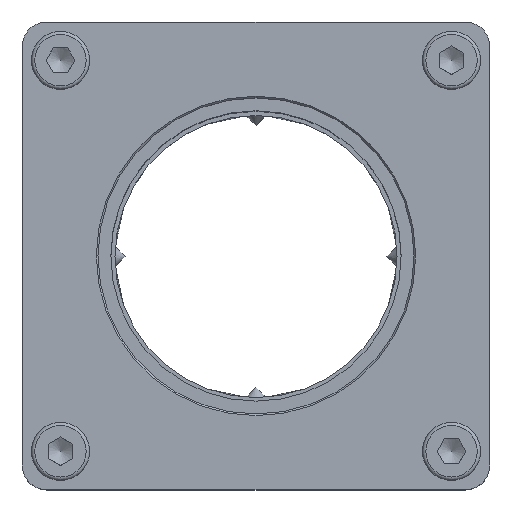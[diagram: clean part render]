
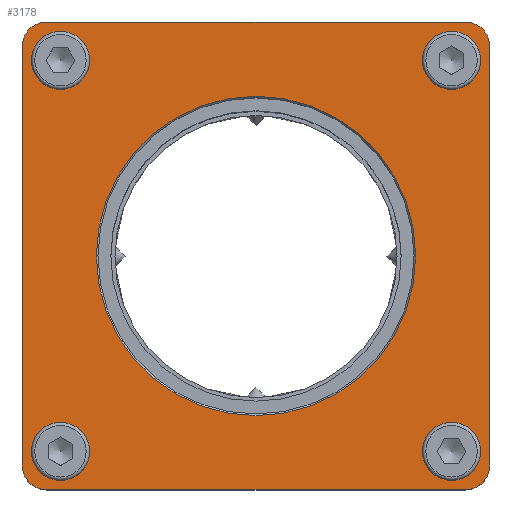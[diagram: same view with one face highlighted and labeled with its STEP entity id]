
A CAD part, top view. The second image highlights one B-rep face of the part: STEP entity #3178.
In plain terms, the highlighted planar face has unit normal (0, 0, 1).
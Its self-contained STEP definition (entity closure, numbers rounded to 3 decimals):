
#62=FACE_BOUND('',#920,.T.);
#63=FACE_BOUND('',#921,.T.);
#64=FACE_BOUND('',#922,.T.);
#65=FACE_BOUND('',#923,.T.);
#66=FACE_BOUND('',#924,.T.);
#327=LINE('',#5450,#525);
#328=LINE('',#5454,#526);
#329=LINE('',#5458,#527);
#330=LINE('',#5462,#528);
#525=VECTOR('',#4221,10.);
#526=VECTOR('',#4224,10.);
#527=VECTOR('',#4227,10.);
#528=VECTOR('',#4230,10.);
#738=FACE_OUTER_BOUND('',#919,.T.);
#919=EDGE_LOOP('',(#2578,#2579,#2580,#2581,#2582,#2583,#2584,#2585));
#920=EDGE_LOOP('',(#2586));
#921=EDGE_LOOP('',(#2587));
#922=EDGE_LOOP('',(#2588));
#923=EDGE_LOOP('',(#2589));
#924=EDGE_LOOP('',(#2590));
#995=CIRCLE('',#3283,2.);
#1021=CIRCLE('',#3336,2.);
#1047=CIRCLE('',#3389,2.);
#1081=CIRCLE('',#3454,2.);
#1099=CIRCLE('',#3487,19.25);
#1104=CIRCLE('',#3494,3.);
#1105=CIRCLE('',#3495,3.);
#1106=CIRCLE('',#3496,3.);
#1107=CIRCLE('',#3497,3.);
#1199=VERTEX_POINT('',#4791);
#1249=VERTEX_POINT('',#4965);
#1299=VERTEX_POINT('',#5139);
#1356=VERTEX_POINT('',#5334);
#1386=VERTEX_POINT('',#5434);
#1391=VERTEX_POINT('',#5448);
#1392=VERTEX_POINT('',#5449);
#1393=VERTEX_POINT('',#5451);
#1394=VERTEX_POINT('',#5453);
#1395=VERTEX_POINT('',#5455);
#1396=VERTEX_POINT('',#5457);
#1397=VERTEX_POINT('',#5459);
#1398=VERTEX_POINT('',#5461);
#1538=EDGE_CURVE('',#1199,#1199,#995,.T.);
#1609=EDGE_CURVE('',#1249,#1249,#1021,.T.);
#1680=EDGE_CURVE('',#1299,#1299,#1047,.T.);
#1761=EDGE_CURVE('',#1356,#1356,#1081,.T.);
#1802=EDGE_CURVE('',#1386,#1386,#1099,.T.);
#1809=EDGE_CURVE('',#1391,#1392,#327,.T.);
#1810=EDGE_CURVE('',#1392,#1393,#1104,.T.);
#1811=EDGE_CURVE('',#1393,#1394,#328,.T.);
#1812=EDGE_CURVE('',#1394,#1395,#1105,.T.);
#1813=EDGE_CURVE('',#1395,#1396,#329,.T.);
#1814=EDGE_CURVE('',#1396,#1397,#1106,.T.);
#1815=EDGE_CURVE('',#1397,#1398,#330,.T.);
#1816=EDGE_CURVE('',#1398,#1391,#1107,.T.);
#2578=ORIENTED_EDGE('',*,*,#1809,.T.);
#2579=ORIENTED_EDGE('',*,*,#1810,.T.);
#2580=ORIENTED_EDGE('',*,*,#1811,.T.);
#2581=ORIENTED_EDGE('',*,*,#1812,.T.);
#2582=ORIENTED_EDGE('',*,*,#1813,.T.);
#2583=ORIENTED_EDGE('',*,*,#1814,.T.);
#2584=ORIENTED_EDGE('',*,*,#1815,.T.);
#2585=ORIENTED_EDGE('',*,*,#1816,.T.);
#2586=ORIENTED_EDGE('',*,*,#1538,.T.);
#2587=ORIENTED_EDGE('',*,*,#1609,.T.);
#2588=ORIENTED_EDGE('',*,*,#1680,.T.);
#2589=ORIENTED_EDGE('',*,*,#1761,.T.);
#2590=ORIENTED_EDGE('',*,*,#1802,.F.);
#2869=PLANE('',#3493);
#3178=ADVANCED_FACE('',(#738,#62,#63,#64,#65,#66),#2869,.T.);
#3283=AXIS2_PLACEMENT_3D('',#4792,#3683,#3684);
#3336=AXIS2_PLACEMENT_3D('',#4966,#3821,#3822);
#3389=AXIS2_PLACEMENT_3D('',#5140,#3959,#3960);
#3454=AXIS2_PLACEMENT_3D('',#5335,#4123,#4124);
#3487=AXIS2_PLACEMENT_3D('',#5435,#4205,#4206);
#3493=AXIS2_PLACEMENT_3D('',#5447,#4219,#4220);
#3494=AXIS2_PLACEMENT_3D('',#5452,#4222,#4223);
#3495=AXIS2_PLACEMENT_3D('',#5456,#4225,#4226);
#3496=AXIS2_PLACEMENT_3D('',#5460,#4228,#4229);
#3497=AXIS2_PLACEMENT_3D('',#5463,#4231,#4232);
#3683=DIRECTION('center_axis',(0.,0.,-1.));
#3684=DIRECTION('ref_axis',(-1.,0.,0.));
#3821=DIRECTION('center_axis',(0.,0.,-1.));
#3822=DIRECTION('ref_axis',(0.,-1.,0.));
#3959=DIRECTION('center_axis',(0.,0.,-1.));
#3960=DIRECTION('ref_axis',(1.,0.,0.));
#4123=DIRECTION('center_axis',(0.,0.,-1.));
#4124=DIRECTION('ref_axis',(0.,1.,0.));
#4205=DIRECTION('center_axis',(0.,0.,1.));
#4206=DIRECTION('ref_axis',(0.,1.,0.));
#4219=DIRECTION('center_axis',(0.,0.,1.));
#4220=DIRECTION('ref_axis',(1.,0.,0.));
#4221=DIRECTION('',(-1.,0.,0.));
#4222=DIRECTION('center_axis',(0.,0.,1.));
#4223=DIRECTION('ref_axis',(0.,1.,0.));
#4224=DIRECTION('',(0.,-1.,0.));
#4225=DIRECTION('center_axis',(0.,0.,1.));
#4226=DIRECTION('ref_axis',(-1.,0.,0.));
#4227=DIRECTION('',(1.,0.,0.));
#4228=DIRECTION('center_axis',(0.,0.,1.));
#4229=DIRECTION('ref_axis',(0.,-1.,0.));
#4230=DIRECTION('',(0.,1.,0.));
#4231=DIRECTION('center_axis',(0.,0.,1.));
#4232=DIRECTION('ref_axis',(1.,0.,0.));
#4791=CARTESIAN_POINT('',(-21.57,-23.57,46.));
#4792=CARTESIAN_POINT('Origin',(-23.57,-23.57,46.));
#4965=CARTESIAN_POINT('',(23.57,-21.57,46.));
#4966=CARTESIAN_POINT('Origin',(23.57,-23.57,46.));
#5139=CARTESIAN_POINT('',(21.57,23.57,46.));
#5140=CARTESIAN_POINT('Origin',(23.57,23.57,46.));
#5334=CARTESIAN_POINT('',(-23.57,21.57,46.));
#5335=CARTESIAN_POINT('Origin',(-23.57,23.57,46.));
#5434=CARTESIAN_POINT('',(0.,-19.25,46.));
#5435=CARTESIAN_POINT('Origin',(0.,0.,46.));
#5447=CARTESIAN_POINT('Origin',(0.,0.,
46.));
#5448=CARTESIAN_POINT('',(25.2,28.2,46.));
#5449=CARTESIAN_POINT('',(-25.2,28.2,46.));
#5450=CARTESIAN_POINT('',(25.2,28.2,46.));
#5451=CARTESIAN_POINT('',(-28.2,25.2,46.));
#5452=CARTESIAN_POINT('Origin',(-25.2,25.2,46.));
#5453=CARTESIAN_POINT('',(-28.2,-25.2,46.));
#5454=CARTESIAN_POINT('',(-28.2,25.2,46.));
#5455=CARTESIAN_POINT('',(-25.2,-28.2,46.));
#5456=CARTESIAN_POINT('Origin',(-25.2,-25.2,46.));
#5457=CARTESIAN_POINT('',(25.2,-28.2,46.));
#5458=CARTESIAN_POINT('',(-25.2,-28.2,46.));
#5459=CARTESIAN_POINT('',(28.2,-25.2,46.));
#5460=CARTESIAN_POINT('Origin',(25.2,-25.2,46.));
#5461=CARTESIAN_POINT('',(28.2,25.2,46.));
#5462=CARTESIAN_POINT('',(28.2,-25.2,46.));
#5463=CARTESIAN_POINT('Origin',(25.2,25.2,46.));
